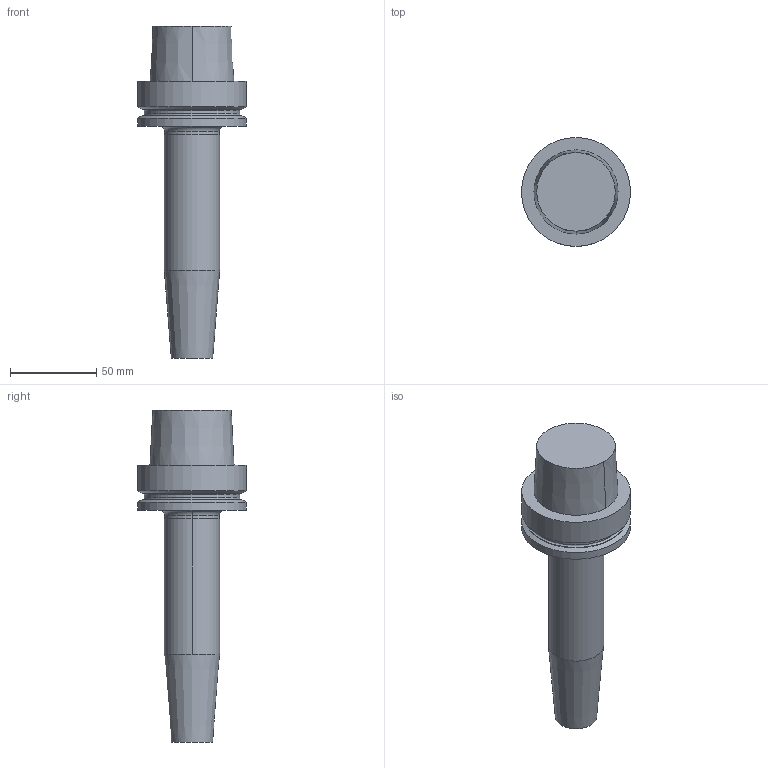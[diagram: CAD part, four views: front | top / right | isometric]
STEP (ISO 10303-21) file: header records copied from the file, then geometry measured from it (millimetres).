
FILE_DESCRIPTION(/* description */ (''),/* implementation_level */ '2;1');
FILE_NAME(/* name */ 'HSK.63A-SC.10.160.C.stp',/* time_stamp */ '2024-07-21T13:54:27+02:00',/* author */ (''),/* organization */ (''),/* preprocessor_version */ 'ST-DEVELOPER v16.7',/* originating_system */ 'SIEMENS PLM Software NX 12.0',/* authorisation */ '');
FILE_SCHEMA (('AUTOMOTIVE_DESIGN { 1 0 10303 214 3 1 1 1 }'));
Length unit declared in the file: millimetre
Products named in the file (1): pf6612088076yp2h
Bounding box: 63 x 63 x 192 mm (x, y, z)
Volume: 231721.8 mm3; surface area: 29081.7 mm2
Topology: 1 solids, 1 shells, 23 faces, 42 edges, 26 vertices
Faces by surface type: plane 7, cylinder 7, cone 5, torus 4
Full cylindrical faces by diameter (mm): 55 x1, 63 x2
Entity records: 635 total; most frequent: DIRECTION 120, CARTESIAN_POINT 95, ORIENTED_EDGE 76, AXIS2_PLACEMENT_3D 55, EDGE_CURVE 38, EDGE_LOOP 36, VERTEX_POINT 30, CIRCLE 28
